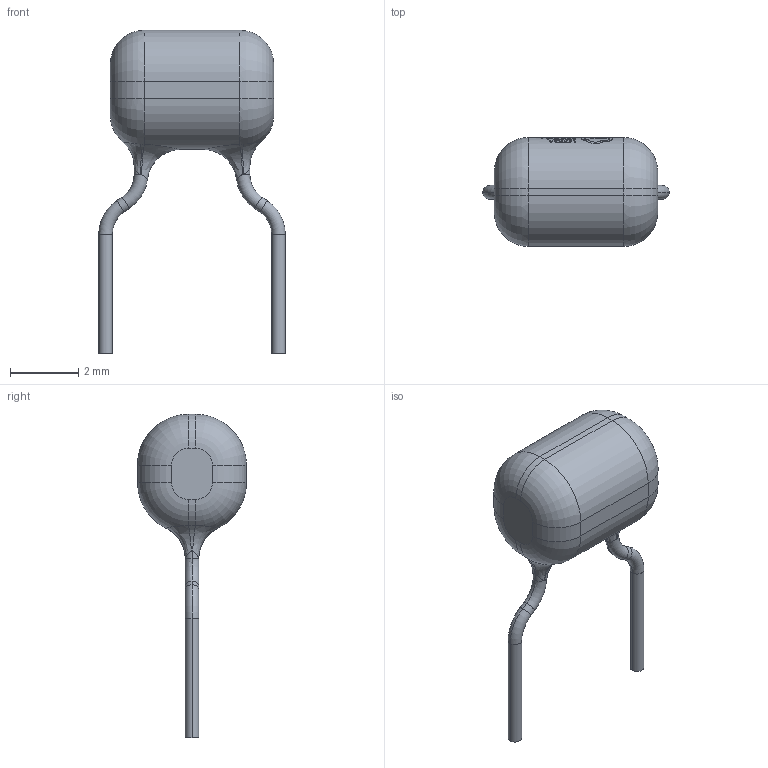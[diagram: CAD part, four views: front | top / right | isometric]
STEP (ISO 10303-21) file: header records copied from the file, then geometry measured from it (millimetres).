
FILE_DESCRIPTION (( 'STEP AP214' ), '1' );
FILE_NAME ('CAP-TH_L4.8-W3.2-H6.8-P5.08.step', '2022-07-01T08:51:21', ( '' ), ( '' ), 'SwSTEP 2.0', 'SolidWorks 2020', '' );
FILE_SCHEMA (( 'AUTOMOTIVE_DESIGN' ));
Length unit declared in the file: millimetre
Products named in the file (1): CAP-TH_L4.8-W3.2-H6.8-P5.08
Bounding box: 5.48 x 3.2 x 9.5 mm (x, y, z)
Volume: 42.5 mm3; surface area: 76.5 mm2
Topology: 1 solids, 1 shells, 287 faces, 757 edges, 491 vertices
Faces by surface type: plane 115, bspline 114, cylinder 42, torus 16
Entity records: 14154 total; most frequent: CARTESIAN_POINT 5254, ORIENTED_EDGE 1514, EDGE_CURVE 757, DIRECTION 736, VERTEX_POINT 491, EDGE_LOOP 306, UNCERTAINTY_MEASURE_WITH_UNIT 290, COLOUR_RGB 289
